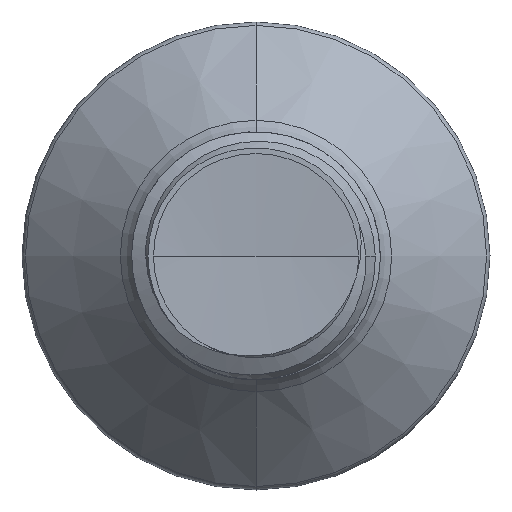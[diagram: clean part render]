
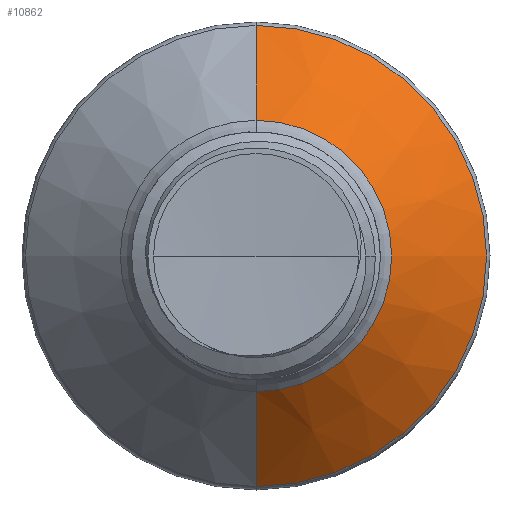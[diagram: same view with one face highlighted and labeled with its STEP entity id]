
A CAD part, front view. The second image highlights one B-rep face of the part: STEP entity #10862.
In plain terms, the highlighted conical face has half-angle 45 degrees and reference radius 3.276 mm.
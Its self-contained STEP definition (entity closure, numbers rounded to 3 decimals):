
#703 = DIRECTION ( 'NONE',  ( 0., 0.707, 0.707 ) ) ;
#1066 = VECTOR ( 'NONE', #703, 1000. ) ;
#1172 = EDGE_CURVE ( 'NONE', #5192, #1627, #6689, .T. ) ;
#1314 = CARTESIAN_POINT ( 'NONE',  ( 0., 3.607, 0. ) ) ;
#1323 = AXIS2_PLACEMENT_3D ( 'NONE', #1314, #6438, #7420 ) ;
#1571 = LINE ( 'NONE', #9846, #9142 ) ;
#1627 = VERTEX_POINT ( 'NONE', #4266 ) ;
#1775 = VERTEX_POINT ( 'NONE', #3950 ) ;
#2022 = FACE_OUTER_BOUND ( 'NONE', #10799, .T. ) ;
#2045 = DIRECTION ( 'NONE',  ( 0., 0., 1. ) ) ;
#2061 = CARTESIAN_POINT ( 'NONE',  ( 0., 5.899, 0. ) ) ;
#2078 = CIRCLE ( 'NONE', #10843, 3.276 ) ;
#2220 = DIRECTION ( 'NONE',  ( 0., 1., 0. ) ) ;
#2453 = DIRECTION ( 'NONE',  ( 0., 0., 1. ) ) ;
#2463 = DIRECTION ( 'NONE',  ( 0., 1., 0. ) ) ;
#2466 = CARTESIAN_POINT ( 'NONE',  ( 0., 3.607, 0. ) ) ;
#3751 = LINE ( 'NONE', #6781, #1066 ) ;
#3950 = CARTESIAN_POINT ( 'NONE',  ( 0., 3.607, 3.276 ) ) ;
#4266 = CARTESIAN_POINT ( 'NONE',  ( 0., 5.899, -5.567 ) ) ;
#4516 = EDGE_CURVE ( 'NONE', #5210, #1627, #1571, .T. ) ;
#4580 = ORIENTED_EDGE ( 'NONE', *, *, #9593, .T. ) ;
#5011 = CARTESIAN_POINT ( 'NONE',  ( 0., 5.899, 5.567 ) ) ;
#5061 = CARTESIAN_POINT ( 'NONE',  ( 0., 3.607, -3.276 ) ) ;
#5192 = VERTEX_POINT ( 'NONE', #5011 ) ;
#5210 = VERTEX_POINT ( 'NONE', #5061 ) ;
#6438 = DIRECTION ( 'NONE',  ( 0., 1., 0. ) ) ;
#6689 = CIRCLE ( 'NONE', #10689, 5.567 ) ;
#6781 = CARTESIAN_POINT ( 'NONE',  ( 0., 3.607, 3.276 ) ) ;
#7384 = ORIENTED_EDGE ( 'NONE', *, *, #4516, .T. ) ;
#7420 = DIRECTION ( 'NONE',  ( 0., 0., 1. ) ) ;
#8624 = DIRECTION ( 'NONE',  ( 0., 0.707, -0.707 ) ) ;
#9022 = CONICAL_SURFACE ( 'NONE', #1323, 3.276, 0.785 ) ;
#9142 = VECTOR ( 'NONE', #8624, 1000. ) ;
#9593 = EDGE_CURVE ( 'NONE', #1775, #5210, #2078, .T. ) ;
#9609 = ORIENTED_EDGE ( 'NONE', *, *, #1172, .F. ) ;
#9846 = CARTESIAN_POINT ( 'NONE',  ( 0., 3.607, -3.276 ) ) ;
#10689 = AXIS2_PLACEMENT_3D ( 'NONE', #2061, #2220, #2045 ) ;
#10799 = EDGE_LOOP ( 'NONE', ( #4580, #7384, #9609, #11114 ) ) ;
#10843 = AXIS2_PLACEMENT_3D ( 'NONE', #2466, #2463, #2453 ) ;
#10862 = ADVANCED_FACE ( 'NONE', ( #2022 ), #9022, .T. ) ;
#11114 = ORIENTED_EDGE ( 'NONE', *, *, #11243, .F. ) ;
#11243 = EDGE_CURVE ( 'NONE', #1775, #5192, #3751, .T. ) ;
